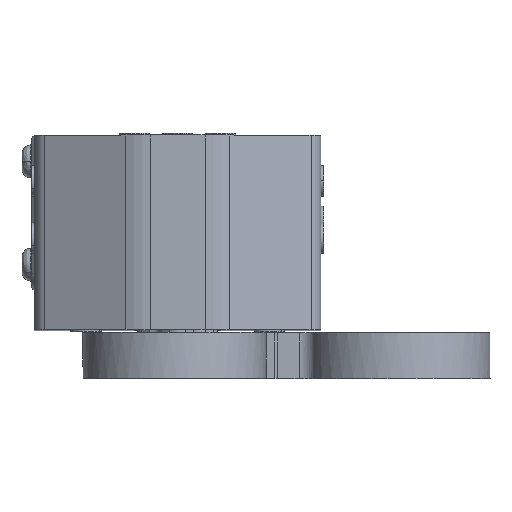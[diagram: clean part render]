
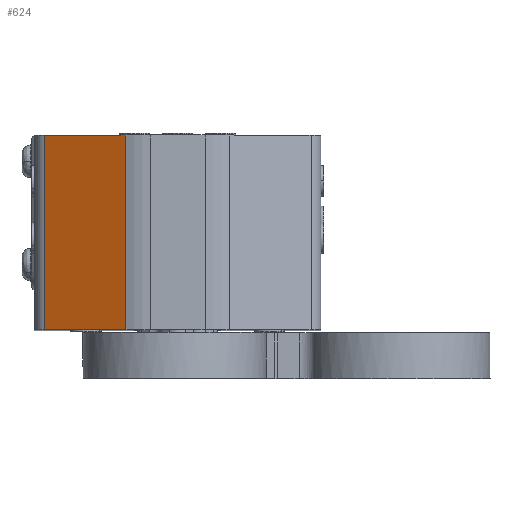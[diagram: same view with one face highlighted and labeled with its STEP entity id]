
A CAD part, top view. The second image highlights one B-rep face of the part: STEP entity #624.
In plain terms, the highlighted planar face has unit normal (-0.423, 0, 0.906).
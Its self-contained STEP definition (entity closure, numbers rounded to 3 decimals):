
#624=ADVANCED_FACE('',(#1457),#14290,.T.);
#1457=FACE_OUTER_BOUND('',#2373,.T.);
#2373=EDGE_LOOP('',(#5349,#5350,#5351,#5352));
#5349=ORIENTED_EDGE('',*,*,#8962,.F.);
#5350=ORIENTED_EDGE('',*,*,#8965,.F.);
#5351=ORIENTED_EDGE('',*,*,#8966,.T.);
#5352=ORIENTED_EDGE('',*,*,#8967,.T.);
#8962=EDGE_CURVE('',#13121,#13376,#11846,.T.);
#8965=EDGE_CURVE('',#13120,#13121,#11847,.T.);
#8966=EDGE_CURVE('',#13120,#13377,#11848,.T.);
#8967=EDGE_CURVE('',#13377,#13376,#11849,.T.);
#11846=B_SPLINE_CURVE_WITH_KNOTS('',1,(#22833,#22834),.UNSPECIFIED.,.F.,
 .F.,(2,2),(0.,34.),.UNSPECIFIED.);
#11847=B_SPLINE_CURVE_WITH_KNOTS('',1,(#22841,#22842),.UNSPECIFIED.,.F.,
 .F.,(2,2),(-15.733,0.),.UNSPECIFIED.);
#11848=B_SPLINE_CURVE_WITH_KNOTS('',1,(#22843,#22844),.UNSPECIFIED.,.F.,
 .F.,(2,2),(0.,34.),.UNSPECIFIED.);
#11849=B_SPLINE_CURVE_WITH_KNOTS('',1,(#22845,#22846),.UNSPECIFIED.,.F.,
 .F.,(2,2),(0.,15.733),.UNSPECIFIED.);
#13120=VERTEX_POINT('',#18890);
#13121=VERTEX_POINT('',#18891);
#13376=VERTEX_POINT('',#19146);
#13377=VERTEX_POINT('',#19147);
#14290=PLANE('',#15309);
#15309=AXIS2_PLACEMENT_3D('',#17659,#16033,$);
#16033=DIRECTION('',(-0.423,0.,0.906));
#17659=CARTESIAN_POINT('',(-38.511,24.602,76.682));
#18890=CARTESIAN_POINT('',(-22.682,-12.918,84.063));
#18891=CARTESIAN_POINT('',(-36.941,-12.918,77.414));
#19146=CARTESIAN_POINT('',(-36.941,21.082,77.414));
#19147=CARTESIAN_POINT('',(-22.682,21.082,84.063));
#22833=CARTESIAN_POINT('',(-36.941,-12.918,77.414));
#22834=CARTESIAN_POINT('',(-36.941,21.082,77.414));
#22841=CARTESIAN_POINT('',(-22.682,-12.918,84.063));
#22842=CARTESIAN_POINT('',(-36.941,-12.918,77.414));
#22843=CARTESIAN_POINT('',(-22.682,-12.918,84.063));
#22844=CARTESIAN_POINT('',(-22.682,21.082,84.063));
#22845=CARTESIAN_POINT('',(-22.682,21.082,84.063));
#22846=CARTESIAN_POINT('',(-36.941,21.082,77.414));
